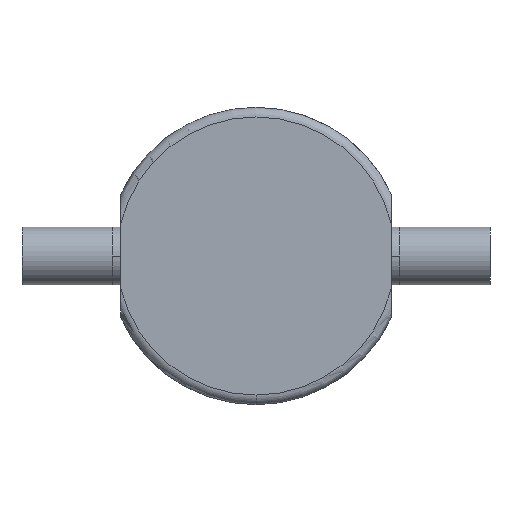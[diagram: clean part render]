
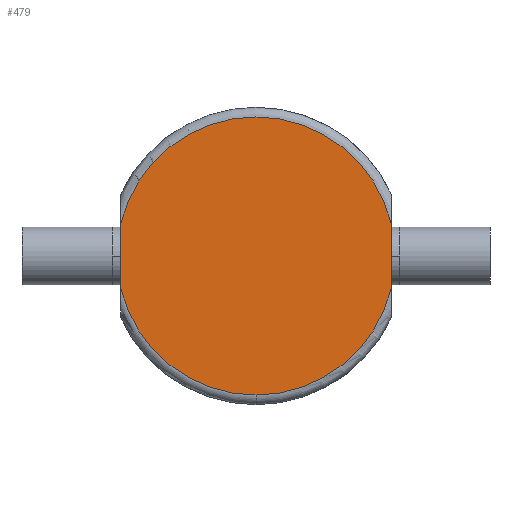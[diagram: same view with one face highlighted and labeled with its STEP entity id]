
A CAD part, front view. The second image highlights one B-rep face of the part: STEP entity #479.
In plain terms, the highlighted planar face has unit normal (0, -1, 0).
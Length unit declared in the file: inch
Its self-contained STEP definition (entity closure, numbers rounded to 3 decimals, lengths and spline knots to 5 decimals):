
#114 = DIRECTION ( 'NONE',  ( 0., 0., 1. ) ) ;
#126 = ORIENTED_EDGE ( 'NONE', *, *, #2384, .T. ) ;
#146 = VERTEX_POINT ( 'NONE', #1832 ) ;
#381 = CARTESIAN_POINT ( 'NONE',  ( 0., 0., 0. ) ) ;
#479 = ADVANCED_FACE ( 'NONE', ( #2807 ), #2201, .F. ) ;
#520 = CARTESIAN_POINT ( 'NONE',  ( 0., 0., 0. ) ) ;
#523 = DIRECTION ( 'NONE',  ( 0., -1., 0. ) ) ;
#593 = EDGE_CURVE ( 'NONE', #2937, #2320, #2629, .T. ) ;
#694 = DIRECTION ( 'NONE',  ( 0., 0., -1. ) ) ;
#779 = DIRECTION ( 'NONE',  ( 0., 0., 1. ) ) ;
#869 = AXIS2_PLACEMENT_3D ( 'NONE', #2436, #2873, #1234 ) ;
#993 = AXIS2_PLACEMENT_3D ( 'NONE', #520, #1482, #779 ) ;
#1117 = ORIENTED_EDGE ( 'NONE', *, *, #593, .T. ) ;
#1224 = VERTEX_POINT ( 'NONE', #2383 ) ;
#1234 = DIRECTION ( 'NONE',  ( 0., 0., -1. ) ) ;
#1256 = ORIENTED_EDGE ( 'NONE', *, *, #2838, .T. ) ;
#1345 = VECTOR ( 'NONE', #2072, 39.37008 ) ;
#1379 = DIRECTION ( 'NONE',  ( 0., -1., 0. ) ) ;
#1422 = DIRECTION ( 'NONE',  ( 0., 0., -1. ) ) ;
#1466 = AXIS2_PLACEMENT_3D ( 'NONE', #2102, #523, #1422 ) ;
#1482 = DIRECTION ( 'NONE',  ( 0., 1., 0. ) ) ;
#1557 = AXIS2_PLACEMENT_3D ( 'NONE', #381, #1379, #694 ) ;
#1772 = CARTESIAN_POINT ( 'NONE',  ( -1.75, 0., -1.6 ) ) ;
#1797 = CARTESIAN_POINT ( 'NONE',  ( 1.75, 0., -1.6 ) ) ;
#1800 = CIRCLE ( 'NONE', #869, 1.8 ) ;
#1832 = CARTESIAN_POINT ( 'NONE',  ( 0., 0., -1.8 ) ) ;
#1854 = ORIENTED_EDGE ( 'NONE', *, *, #2171, .T. ) ;
#1883 = EDGE_CURVE ( 'NONE', #2293, #2320, #2766, .T. ) ;
#1963 = CARTESIAN_POINT ( 'NONE',  ( -1.75, 0., 0.42131 ) ) ;
#2072 = DIRECTION ( 'NONE',  ( 0., 0., 1. ) ) ;
#2102 = CARTESIAN_POINT ( 'NONE',  ( 0., 0., 0. ) ) ;
#2171 = EDGE_CURVE ( 'NONE', #2293, #146, #2373, .T. ) ;
#2201 = PLANE ( 'NONE',  #993 ) ;
#2203 = LINE ( 'NONE', #1797, #1345 ) ;
#2265 = CARTESIAN_POINT ( 'NONE',  ( 1.75, 0., 0.42131 ) ) ;
#2293 = VERTEX_POINT ( 'NONE', #2424 ) ;
#2320 = VERTEX_POINT ( 'NONE', #1963 ) ;
#2329 = ORIENTED_EDGE ( 'NONE', *, *, #1883, .F. ) ;
#2373 = CIRCLE ( 'NONE', #1466, 1.8 ) ;
#2383 = CARTESIAN_POINT ( 'NONE',  ( 1.75, 0., -0.42131 ) ) ;
#2384 = EDGE_CURVE ( 'NONE', #1224, #2937, #2203, .T. ) ;
#2424 = CARTESIAN_POINT ( 'NONE',  ( -1.75, 0., -0.42131 ) ) ;
#2436 = CARTESIAN_POINT ( 'NONE',  ( 0., 0., 0. ) ) ;
#2611 = EDGE_LOOP ( 'NONE', ( #1854, #1256, #126, #1117, #2329 ) ) ;
#2629 = CIRCLE ( 'NONE', #1557, 1.8 ) ;
#2766 = LINE ( 'NONE', #1772, #2833 ) ;
#2807 = FACE_OUTER_BOUND ( 'NONE', #2611, .T. ) ;
#2833 = VECTOR ( 'NONE', #114, 39.37008 ) ;
#2838 = EDGE_CURVE ( 'NONE', #146, #1224, #1800, .T. ) ;
#2873 = DIRECTION ( 'NONE',  ( 0., -1., 0. ) ) ;
#2937 = VERTEX_POINT ( 'NONE', #2265 ) ;
